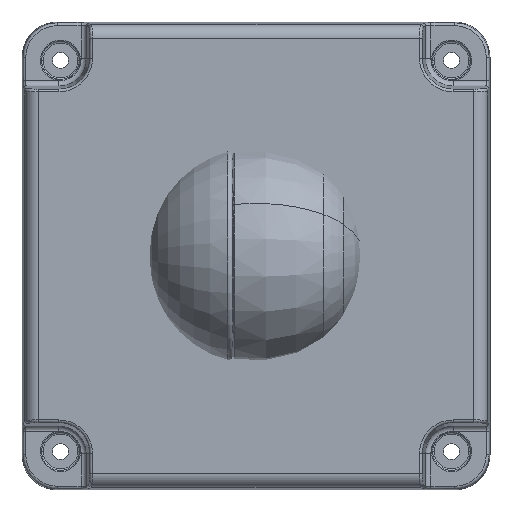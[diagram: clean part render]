
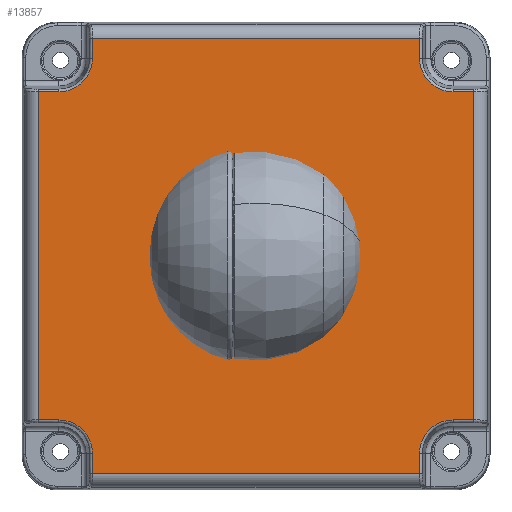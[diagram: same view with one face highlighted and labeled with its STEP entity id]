
A CAD part, top view. The second image highlights one B-rep face of the part: STEP entity #13857.
In plain terms, the highlighted planar face has unit normal (0, 0, 1).
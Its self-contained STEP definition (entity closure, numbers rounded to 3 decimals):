
#13768=AXIS2_PLACEMENT_3D('Plane Axis2P3D',#13765,#13766,#13767) ;
#13779=AXIS2_PLACEMENT_3D('Circle Axis2P3D',#13777,#13778,$) ;
#13798=AXIS2_PLACEMENT_3D('Circle Axis2P3D',#13796,#13797,$) ;
#13817=AXIS2_PLACEMENT_3D('Circle Axis2P3D',#13815,#13816,$) ;
#13829=AXIS2_PLACEMENT_3D('Circle Axis2P3D',#13827,#13828,$) ;
#11652=CARTESIAN_POINT('Line Origine',(-39.999,-1.186,38.35)) ;
#11656=CARTESIAN_POINT('Vertex',(-39.999,30.14,38.35)) ;
#11658=CARTESIAN_POINT('Vertex',(-39.999,-30.14,38.35)) ;
#12185=CARTESIAN_POINT('Line Origine',(1.186,-39.999,38.35)) ;
#12189=CARTESIAN_POINT('Vertex',(-30.06,-39.999,38.35)) ;
#12191=CARTESIAN_POINT('Vertex',(30.06,-39.999,38.35)) ;
#12725=CARTESIAN_POINT('Vertex',(39.999,30.14,38.35)) ;
#12728=CARTESIAN_POINT('Line Origine',(39.999,0.,38.35)) ;
#12732=CARTESIAN_POINT('Vertex',(39.999,-30.14,38.35)) ;
#13268=CARTESIAN_POINT('Vertex',(-30.06,39.999,38.35)) ;
#13271=CARTESIAN_POINT('Line Origine',(0.,39.999,38.35)) ;
#13275=CARTESIAN_POINT('Vertex',(30.06,39.999,38.35)) ;
#13750=CARTESIAN_POINT('Vertex',(-36.218,-30.14,38.35)) ;
#13753=CARTESIAN_POINT('Line Origine',(0.,-30.14,38.35)) ;
#13765=CARTESIAN_POINT('Axis2P3D Location',(43.,0.,38.35)) ;
#13770=CARTESIAN_POINT('Line Origine',(30.06,-38.148,38.35)) ;
#13774=CARTESIAN_POINT('Vertex',(30.06,-36.298,38.35)) ;
#13777=CARTESIAN_POINT('Axis2P3D Location',(36.218,-36.298,38.35)) ;
#13781=CARTESIAN_POINT('Vertex',(36.218,-30.14,38.35)) ;
#13784=CARTESIAN_POINT('Line Origine',(38.108,-30.14,38.35)) ;
#13789=CARTESIAN_POINT('Line Origine',(38.108,30.14,38.35)) ;
#13793=CARTESIAN_POINT('Vertex',(36.218,30.14,38.35)) ;
#13796=CARTESIAN_POINT('Axis2P3D Location',(36.218,36.298,38.35)) ;
#13800=CARTESIAN_POINT('Vertex',(30.06,36.298,38.35)) ;
#13803=CARTESIAN_POINT('Line Origine',(30.06,38.148,38.35)) ;
#13808=CARTESIAN_POINT('Line Origine',(-30.06,38.148,38.35)) ;
#13812=CARTESIAN_POINT('Vertex',(-30.06,36.298,38.35)) ;
#13815=CARTESIAN_POINT('Axis2P3D Location',(-36.218,36.298,38.35)) ;
#13819=CARTESIAN_POINT('Vertex',(-36.218,30.14,38.35)) ;
#13822=CARTESIAN_POINT('Line Origine',(-38.108,30.14,38.35)) ;
#13827=CARTESIAN_POINT('Axis2P3D Location',(-36.218,-36.298,38.35)) ;
#13831=CARTESIAN_POINT('Vertex',(-30.06,-36.298,38.35)) ;
#13834=CARTESIAN_POINT('Line Origine',(-30.06,-38.148,38.35)) ;
#11653=DIRECTION('Vector Direction',(0.,1.,0.)) ;
#12186=DIRECTION('Vector Direction',(-1.,0.,0.)) ;
#12729=DIRECTION('Vector Direction',(0.,1.,0.)) ;
#13272=DIRECTION('Vector Direction',(-1.,0.,0.)) ;
#13754=DIRECTION('Vector Direction',(-1.,0.,0.)) ;
#13766=DIRECTION('Axis2P3D Direction',(0.,0.,-1.)) ;
#13767=DIRECTION('Axis2P3D XDirection',(-1.,0.,0.)) ;
#13771=DIRECTION('Vector Direction',(0.,-1.,0.)) ;
#13778=DIRECTION('Axis2P3D Direction',(0.,0.,-1.)) ;
#13785=DIRECTION('Vector Direction',(1.,0.,0.)) ;
#13790=DIRECTION('Vector Direction',(1.,0.,0.)) ;
#13797=DIRECTION('Axis2P3D Direction',(0.,0.,-1.)) ;
#13804=DIRECTION('Vector Direction',(0.,1.,0.)) ;
#13809=DIRECTION('Vector Direction',(0.,1.,0.)) ;
#13816=DIRECTION('Axis2P3D Direction',(0.,0.,-1.)) ;
#13823=DIRECTION('Vector Direction',(-1.,0.,0.)) ;
#13828=DIRECTION('Axis2P3D Direction',(0.,0.,-1.)) ;
#13835=DIRECTION('Vector Direction',(0.,-1.,0.)) ;
#11654=VECTOR('Line Direction',#11653,1.) ;
#12187=VECTOR('Line Direction',#12186,1.) ;
#12730=VECTOR('Line Direction',#12729,1.) ;
#13273=VECTOR('Line Direction',#13272,1.) ;
#13755=VECTOR('Line Direction',#13754,1.) ;
#13772=VECTOR('Line Direction',#13771,1.) ;
#13786=VECTOR('Line Direction',#13785,1.) ;
#13791=VECTOR('Line Direction',#13790,1.) ;
#13805=VECTOR('Line Direction',#13804,1.) ;
#13810=VECTOR('Line Direction',#13809,1.) ;
#13824=VECTOR('Line Direction',#13823,1.) ;
#13836=VECTOR('Line Direction',#13835,1.) ;
#13840=ORIENTED_EDGE('',*,*,#13776,.T.) ;
#13841=ORIENTED_EDGE('',*,*,#13783,.T.) ;
#13842=ORIENTED_EDGE('',*,*,#13788,.T.) ;
#13843=ORIENTED_EDGE('',*,*,#12734,.T.) ;
#13844=ORIENTED_EDGE('',*,*,#13795,.T.) ;
#13845=ORIENTED_EDGE('',*,*,#13802,.T.) ;
#13846=ORIENTED_EDGE('',*,*,#13807,.T.) ;
#13847=ORIENTED_EDGE('',*,*,#13277,.T.) ;
#13848=ORIENTED_EDGE('',*,*,#13814,.T.) ;
#13849=ORIENTED_EDGE('',*,*,#13821,.T.) ;
#13850=ORIENTED_EDGE('',*,*,#13826,.T.) ;
#13851=ORIENTED_EDGE('',*,*,#11660,.T.) ;
#13852=ORIENTED_EDGE('',*,*,#13757,.T.) ;
#13853=ORIENTED_EDGE('',*,*,#13833,.T.) ;
#13854=ORIENTED_EDGE('',*,*,#13838,.T.) ;
#13855=ORIENTED_EDGE('',*,*,#12193,.T.) ;
#13857=ADVANCED_FACE('PartBody',(#13856),#13769,.F.) ;
#13780=CIRCLE('generated circle',#13779,6.158) ;
#13799=CIRCLE('generated circle',#13798,6.158) ;
#13818=CIRCLE('generated circle',#13817,6.158) ;
#13830=CIRCLE('generated circle',#13829,6.158) ;
#11660=EDGE_CURVE('',#11657,#11659,#11655,.F.) ;
#12193=EDGE_CURVE('',#12190,#12192,#12188,.F.) ;
#12734=EDGE_CURVE('',#12733,#12726,#12731,.T.) ;
#13277=EDGE_CURVE('',#13276,#13269,#13274,.T.) ;
#13757=EDGE_CURVE('',#11659,#13751,#13756,.F.) ;
#13776=EDGE_CURVE('',#12192,#13775,#13773,.F.) ;
#13783=EDGE_CURVE('',#13775,#13782,#13780,.T.) ;
#13788=EDGE_CURVE('',#13782,#12733,#13787,.T.) ;
#13795=EDGE_CURVE('',#12726,#13794,#13792,.F.) ;
#13802=EDGE_CURVE('',#13794,#13801,#13799,.T.) ;
#13807=EDGE_CURVE('',#13801,#13276,#13806,.T.) ;
#13814=EDGE_CURVE('',#13269,#13813,#13811,.F.) ;
#13821=EDGE_CURVE('',#13813,#13820,#13818,.T.) ;
#13826=EDGE_CURVE('',#13820,#11657,#13825,.T.) ;
#13833=EDGE_CURVE('',#13751,#13832,#13830,.T.) ;
#13838=EDGE_CURVE('',#13832,#12190,#13837,.T.) ;
#13839=EDGE_LOOP('',(#13840,#13841,#13842,#13843,#13844,#13845,#13846,#13847,#13848,#13849,#13850,#13851,#13852,#13853,#13854,#13855)) ;
#13856=FACE_OUTER_BOUND('',#13839,.T.) ;
#11655=LINE('Line',#11652,#11654) ;
#12188=LINE('Line',#12185,#12187) ;
#12731=LINE('Line',#12728,#12730) ;
#13274=LINE('Line',#13271,#13273) ;
#13756=LINE('Line',#13753,#13755) ;
#13773=LINE('Line',#13770,#13772) ;
#13787=LINE('Line',#13784,#13786) ;
#13792=LINE('Line',#13789,#13791) ;
#13806=LINE('Line',#13803,#13805) ;
#13811=LINE('Line',#13808,#13810) ;
#13825=LINE('Line',#13822,#13824) ;
#13837=LINE('Line',#13834,#13836) ;
#13769=PLANE('',#13768) ;
#11657=VERTEX_POINT('',#11656) ;
#11659=VERTEX_POINT('',#11658) ;
#12190=VERTEX_POINT('',#12189) ;
#12192=VERTEX_POINT('',#12191) ;
#12726=VERTEX_POINT('',#12725) ;
#12733=VERTEX_POINT('',#12732) ;
#13269=VERTEX_POINT('',#13268) ;
#13276=VERTEX_POINT('',#13275) ;
#13751=VERTEX_POINT('',#13750) ;
#13775=VERTEX_POINT('',#13774) ;
#13782=VERTEX_POINT('',#13781) ;
#13794=VERTEX_POINT('',#13793) ;
#13801=VERTEX_POINT('',#13800) ;
#13813=VERTEX_POINT('',#13812) ;
#13820=VERTEX_POINT('',#13819) ;
#13832=VERTEX_POINT('',#13831) ;
